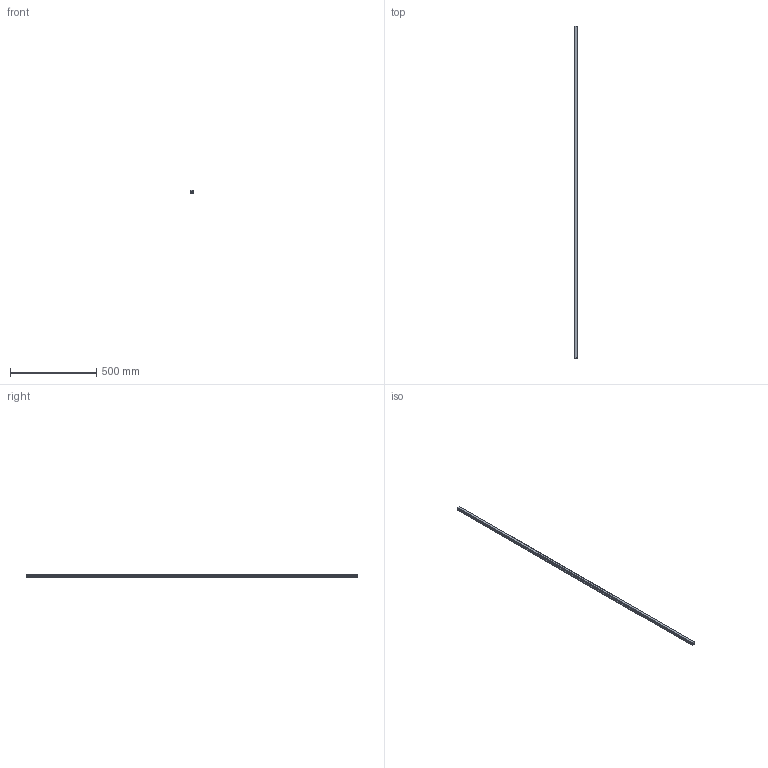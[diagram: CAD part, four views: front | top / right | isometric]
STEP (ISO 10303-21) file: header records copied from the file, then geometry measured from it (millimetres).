
FILE_DESCRIPTION(('STEP AP214'),'1');
FILE_NAME('cctmp_1E65C4BE-8A72-44D1-9ED3-E8D45DAA2D66_2021_01_22_14_03_13_0053..stp','2021-01-22T13:03:13',('HIWIN GmbH'),('CADClick - www.CADClick.com'),'Spatial InterOp 3D',' ','unknown authorization');
FILE_SCHEMA(('AUTOMOTIVE_DESIGN'));
Length unit declared in the file: millimetre
Products named in the file (1): HGR20T1930C_FILE
Bounding box: 20 x 1930 x 17.5 mm (x, y, z)
Volume: 570066.7 mm3; surface area: 154003 mm2
Topology: 1 solids, 1 shells, 235 faces, 623 edges, 362 vertices
Faces by surface type: cylinder 86, plane 85, cone 64
Entity records: 8673 total; most frequent: DIRECTION 1203, CARTESIAN_POINT 1157, ORIENTED_EDGE 1118, EDGE_CURVE 559, AXIS2_PLACEMENT_3D 408, LINE 387, VECTOR 387, VERTEX_POINT 362
